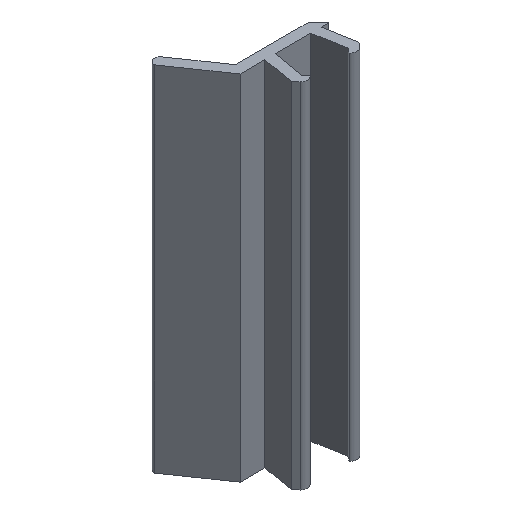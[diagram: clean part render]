
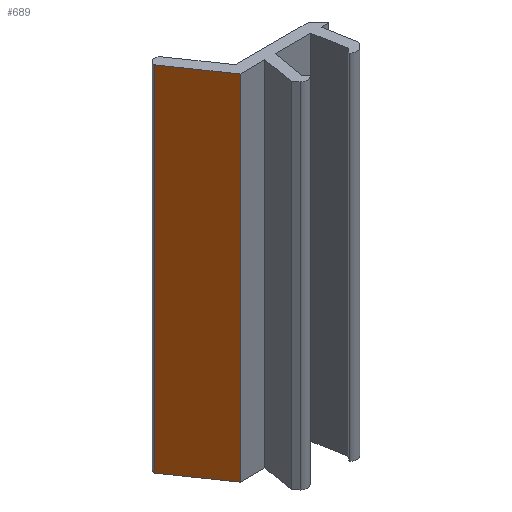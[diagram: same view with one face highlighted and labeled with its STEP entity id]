
A CAD part, isometric view. The second image highlights one B-rep face of the part: STEP entity #689.
In plain terms, the highlighted planar face has unit normal (-0.824, -0.567, 0).
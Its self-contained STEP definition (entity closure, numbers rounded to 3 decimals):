
#39 = EDGE_CURVE ( 'NONE', #339, #359, #105, .T. ) ;
#47 = VECTOR ( 'NONE', #445, 1000. ) ;
#49 = LINE ( 'NONE', #444, #47 ) ;
#56 = VECTOR ( 'NONE', #460, 1000. ) ;
#60 = LINE ( 'NONE', #459, #56 ) ;
#105 = LINE ( 'NONE', #426, #107 ) ;
#107 = VECTOR ( 'NONE', #427, 1000. ) ;
#230 = ORIENTED_EDGE ( 'NONE', *, *, #276, .F. ) ;
#231 = ORIENTED_EDGE ( 'NONE', *, *, #39, .F. ) ;
#232 = ORIENTED_EDGE ( 'NONE', *, *, #290, .T. ) ;
#233 = ORIENTED_EDGE ( 'NONE', *, *, #285, .F. ) ;
#238 = EDGE_LOOP ( 'NONE', ( #233, #232, #231, #230 ) ) ;
#276 = EDGE_CURVE ( 'NONE', #330, #339, #49, .T. ) ;
#285 = EDGE_CURVE ( 'NONE', #358, #330, #60, .T. ) ;
#290 = EDGE_CURVE ( 'NONE', #358, #359, #675, .T. ) ;
#296 = AXIS2_PLACEMENT_3D ( 'NONE', #539, #540, #541 ) ;
#330 = VERTEX_POINT ( 'NONE', #476 ) ;
#339 = VERTEX_POINT ( 'NONE', #482 ) ;
#358 = VERTEX_POINT ( 'NONE', #493 ) ;
#359 = VERTEX_POINT ( 'NONE', #494 ) ;
#426 = CARTESIAN_POINT ( 'NONE',  ( -3.537, 5.5, 50. ) ) ;
#427 = DIRECTION ( 'NONE',  ( 0., 0., -1. ) ) ;
#444 = CARTESIAN_POINT ( 'NONE',  ( -3.537, 5.5, 50. ) ) ;
#445 = DIRECTION ( 'NONE',  ( 0.567, -0.824, 0. ) ) ;
#459 = CARTESIAN_POINT ( 'NONE',  ( -8.47, 12.676, 0. ) ) ;
#460 = DIRECTION ( 'NONE',  ( 0., 0., 1. ) ) ;
#467 = CARTESIAN_POINT ( 'NONE',  ( -3.537, 5.5, 0. ) ) ;
#468 = DIRECTION ( 'NONE',  ( 0.567, -0.824, 0. ) ) ;
#476 = CARTESIAN_POINT ( 'NONE',  ( -8.47, 12.676, 50. ) ) ;
#482 = CARTESIAN_POINT ( 'NONE',  ( -3.537, 5.5, 50. ) ) ;
#493 = CARTESIAN_POINT ( 'NONE',  ( -8.47, 12.676, 0. ) ) ;
#494 = CARTESIAN_POINT ( 'NONE',  ( -3.537, 5.5, 0. ) ) ;
#538 = PLANE ( 'NONE',  #296 ) ;
#539 = CARTESIAN_POINT ( 'NONE',  ( -3.537, 5.5, 50. ) ) ;
#540 = DIRECTION ( 'NONE',  ( 0.824, 0.567, 0. ) ) ;
#541 = DIRECTION ( 'NONE',  ( -0.567, 0.824, 0. ) ) ;
#620 = FACE_OUTER_BOUND ( 'NONE', #238, .T. ) ;
#675 = LINE ( 'NONE', #467, #678 ) ;
#678 = VECTOR ( 'NONE', #468, 1000. ) ;
#689 = ADVANCED_FACE ( 'NONE', ( #620 ), #538, .F. ) ;
